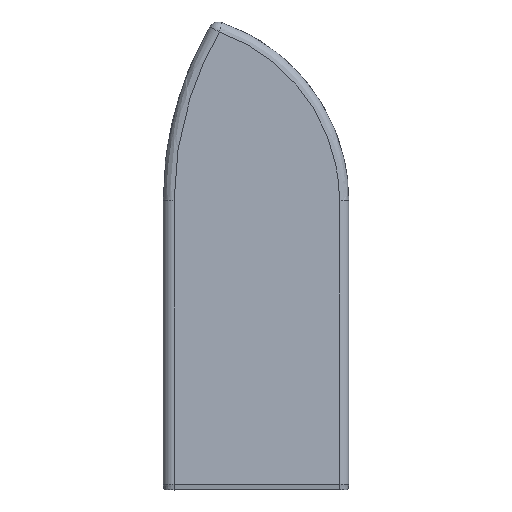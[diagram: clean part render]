
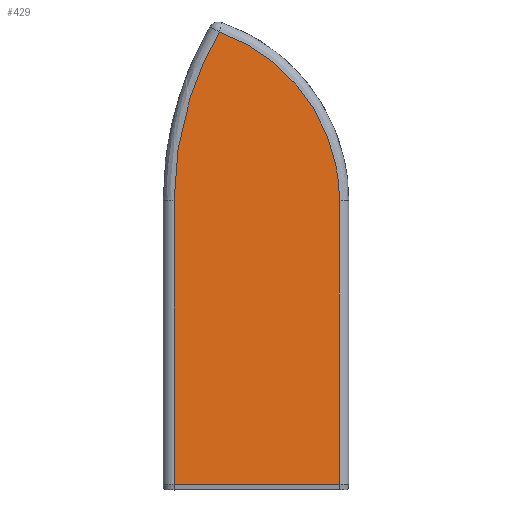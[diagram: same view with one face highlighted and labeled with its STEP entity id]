
A CAD part, top view. The second image highlights one B-rep face of the part: STEP entity #429.
In plain terms, the highlighted planar face has unit normal (0.079, 0, 0.997).
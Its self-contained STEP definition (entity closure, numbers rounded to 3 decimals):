
#32 = CYLINDRICAL_SURFACE('',#33,1.8);
#33 = AXIS2_PLACEMENT_3D('',#34,#35,#36);
#34 = CARTESIAN_POINT('',(-14.7,51.4,2.775));
#35 = DIRECTION('',(0.,-1.,0.));
#36 = DIRECTION('',(0.,-0.,-1.));
#57 = VERTEX_POINT('',#58);
#58 = CARTESIAN_POINT('',(-14.558,51.4,4.569));
#73 = ( BOUNDED_SURFACE() B_SPLINE_SURFACE(2,5,(
    (#74,#75,#76,#77,#78,#79)
    ,(#80,#81,#82,#83,#84,#85)
    ,(#86,#87,#88,#89,#90,#91
)),.UNSPECIFIED.,.F.,.F.,.F.) B_SPLINE_SURFACE_WITH_KNOTS((3,3),(6,6),(
    0.,1.),(3.142,3.663),.PIECEWISE_BEZIER_KNOTS.) 
GEOMETRIC_REPRESENTATION_ITEM() RATIONAL_B_SPLINE_SURFACE((
    (1.,1.,1.,1.,1.,1.)
    ,(0.679,0.679,0.679,0.68
      ,0.681,0.683)
,(1.,1.,1.,1.,1.,1.))) REPRESENTATION_ITEM('') SURFACE() );
#74 = CARTESIAN_POINT('',(-16.5,51.4,2.775));
#75 = CARTESIAN_POINT('',(-16.5,57.868,2.775));
#76 = CARTESIAN_POINT('',(-15.657,64.336,2.71)
  );
#77 = CARTESIAN_POINT('',(-13.971,70.658,2.581
    ));
#78 = CARTESIAN_POINT('',(-11.482,76.687,2.39
    ));
#79 = CARTESIAN_POINT('',(-8.261,82.296,2.142
    ));
#80 = CARTESIAN_POINT('',(-16.5,51.4,4.723));
#81 = CARTESIAN_POINT('',(-16.5,57.884,4.723));
#82 = CARTESIAN_POINT('',(-15.653,64.361,4.656
    ));
#83 = CARTESIAN_POINT('',(-13.963,70.69,4.522
    ));
#84 = CARTESIAN_POINT('',(-11.465,76.733,4.325
    ));
#85 = CARTESIAN_POINT('',(-8.223,82.362,4.068
    ));
#86 = CARTESIAN_POINT('',(-14.558,51.4,4.569));
#87 = CARTESIAN_POINT('',(-14.558,57.681,4.569
    ));
#88 = CARTESIAN_POINT('',(-13.74,63.961,4.505
    ));
#89 = CARTESIAN_POINT('',(-12.103,70.099,4.375)
  );
#90 = CARTESIAN_POINT('',(-9.685,75.953,4.184
    ));
#91 = CARTESIAN_POINT('',(-6.558,81.4,3.937));
#104 = EDGE_CURVE('',#57,#105,#107,.T.);
#105 = VERTEX_POINT('',#106);
#106 = CARTESIAN_POINT('',(-14.558,1.,4.569));
#107 = SURFACE_CURVE('',#108,(#112,#119),.PCURVE_S1.);
#108 = LINE('',#109,#110);
#109 = CARTESIAN_POINT('',(-14.558,51.4,4.569));
#110 = VECTOR('',#111,1.);
#111 = DIRECTION('',(0.,-1.,0.));
#112 = PCURVE('',#32,#113);
#113 = DEFINITIONAL_REPRESENTATION('',(#114),#118);
#114 = LINE('',#115,#116);
#115 = CARTESIAN_POINT('',(-3.221,0.));
#116 = VECTOR('',#117,1.);
#117 = DIRECTION('',(-0.,1.));
#118 = ( GEOMETRIC_REPRESENTATION_CONTEXT(2) 
PARAMETRIC_REPRESENTATION_CONTEXT() REPRESENTATION_CONTEXT('2D SPACE',''
  ) );
#119 = PCURVE('',#120,#125);
#120 = PLANE('',#121);
#121 = AXIS2_PLACEMENT_3D('',#122,#123,#124);
#122 = CARTESIAN_POINT('',(-16.558,0.,4.728));
#123 = DIRECTION('',(-0.079,0.,-0.997));
#124 = DIRECTION('',(0.997,0.,-0.079));
#125 = DEFINITIONAL_REPRESENTATION('',(#126),#130);
#126 = LINE('',#127,#128);
#127 = CARTESIAN_POINT('',(2.006,-51.4));
#128 = VECTOR('',#129,1.);
#129 = DIRECTION('',(0.,1.));
#130 = ( GEOMETRIC_REPRESENTATION_CONTEXT(2) 
PARAMETRIC_REPRESENTATION_CONTEXT() REPRESENTATION_CONTEXT('2D SPACE',''
  ) );
#288 = PLANE('',#289);
#289 = AXIS2_PLACEMENT_3D('',#290,#291,#292);
#290 = CARTESIAN_POINT('',(-14.565,0.5,4.482));
#291 = DIRECTION('',(-0.078,0.174,-0.982)
  );
#292 = DIRECTION('',(0.997,0.,
    -0.079));
#365 = EDGE_CURVE('',#57,#366,#368,.T.);
#366 = VERTEX_POINT('',#367);
#367 = CARTESIAN_POINT('',(-6.558,81.4,3.937));
#368 = SURFACE_CURVE('',#369,(#374,#381),.PCURVE_S1.);
#369 = ELLIPSE('',#370,60.438,60.25);
#370 = AXIS2_PLACEMENT_3D('',#371,#372,#373);
#371 = CARTESIAN_POINT('',(45.692,51.4,-0.195));
#372 = DIRECTION('',(-0.079,0.,-0.997));
#373 = DIRECTION('',(0.997,0.,-0.079));
#374 = PCURVE('',#73,#375);
#375 = DEFINITIONAL_REPRESENTATION('',(#376),#380);
#376 = LINE('',#377,#378);
#377 = CARTESIAN_POINT('',(1.,0.));
#378 = VECTOR('',#379,1.);
#379 = DIRECTION('',(0.,1.));
#380 = ( GEOMETRIC_REPRESENTATION_CONTEXT(2) 
PARAMETRIC_REPRESENTATION_CONTEXT() REPRESENTATION_CONTEXT('2D SPACE',''
  ) );
#381 = PCURVE('',#120,#382);
#382 = DEFINITIONAL_REPRESENTATION('',(#383),#387);
#383 = ELLIPSE('',#384,60.438,60.25);
#384 = AXIS2_PLACEMENT_2D('',#385,#386);
#385 = CARTESIAN_POINT('',(62.444,-51.4));
#386 = DIRECTION('',(1.,0.));
#387 = ( GEOMETRIC_REPRESENTATION_CONTEXT(2) 
PARAMETRIC_REPRESENTATION_CONTEXT() REPRESENTATION_CONTEXT('2D SPACE',''
  ) );
#429 = ADVANCED_FACE('',(#430),#120,.F.);
#430 = FACE_BOUND('',#431,.F.);
#431 = EDGE_LOOP('',(#432,#433,#434,#480,#508));
#432 = ORIENTED_EDGE('',*,*,#104,.F.);
#433 = ORIENTED_EDGE('',*,*,#365,.T.);
#434 = ORIENTED_EDGE('',*,*,#435,.T.);
#435 = EDGE_CURVE('',#366,#436,#438,.T.);
#436 = VERTEX_POINT('',#437);
#437 = CARTESIAN_POINT('',(14.842,51.4,2.244));
#438 = SURFACE_CURVE('',#439,(#444,#451),.PCURVE_S1.);
#439 = ELLIPSE('',#440,31.827,31.728);
#440 = AXIS2_PLACEMENT_3D('',#441,#442,#443);
#441 = CARTESIAN_POINT('',(-16.886,51.4,4.754));
#442 = DIRECTION('',(-0.079,0.,-0.997));
#443 = DIRECTION('',(0.997,0.,-0.079));
#444 = PCURVE('',#120,#445);
#445 = DEFINITIONAL_REPRESENTATION('',(#446),#450);
#446 = ELLIPSE('',#447,31.827,31.728);
#447 = AXIS2_PLACEMENT_2D('',#448,#449);
#448 = CARTESIAN_POINT('',(-0.329,-51.4));
#449 = DIRECTION('',(1.,0.));
#450 = ( GEOMETRIC_REPRESENTATION_CONTEXT(2) 
PARAMETRIC_REPRESENTATION_CONTEXT() REPRESENTATION_CONTEXT('2D SPACE',''
  ) );
#451 = PCURVE('',#452,#474);
#452 = ( BOUNDED_SURFACE() B_SPLINE_SURFACE(2,6,(
    (#453,#454,#455,#456,#457,#458,#459)
    ,(#460,#461,#462,#463,#464,#465,#466)
    ,(#467,#468,#469,#470,#471,#472,#473
)),.UNSPECIFIED.,.F.,.F.,.F.) B_SPLINE_SURFACE_WITH_KNOTS((3,3),(7,7),(
    0.,1.),(5.044,6.283),.PIECEWISE_BEZIER_KNOTS.) 
GEOMETRIC_REPRESENTATION_ITEM() RATIONAL_B_SPLINE_SURFACE((
    (1.,1.,1.,1.,1.,1.,1.)
    ,(0.716,0.721,0.726,0.73
      ,0.733,0.734,0.734)
,(1.,1.,1.,1.,1.,1.,1.))) REPRESENTATION_ITEM('') SURFACE() );
#453 = CARTESIAN_POINT('',(-6.558,81.4,3.937));
#454 = CARTESIAN_POINT('',(-0.362,79.267,
    3.447));
#455 = CARTESIAN_POINT('',(5.305,75.598,2.999)
  );
#456 = CARTESIAN_POINT('',(9.969,70.557,2.63)
  );
#457 = CARTESIAN_POINT('',(13.218,64.506,
    2.373));
#458 = CARTESIAN_POINT('',(14.842,57.953,
    2.244));
#459 = CARTESIAN_POINT('',(14.842,51.4,2.244));
#460 = CARTESIAN_POINT('',(-5.99,83.059,
    3.892));
#461 = CARTESIAN_POINT('',(0.489,80.8,3.379
    ));
#462 = CARTESIAN_POINT('',(6.437,76.941,2.909
    ));
#463 = CARTESIAN_POINT('',(11.361,71.626,
    2.52));
#464 = CARTESIAN_POINT('',(14.794,65.221,
    2.248));
#465 = CARTESIAN_POINT('',(16.5,58.298,2.113));
#466 = CARTESIAN_POINT('',(16.5,51.4,2.113));
#467 = CARTESIAN_POINT('',(-6.114,83.102,
    2.142));
#468 = CARTESIAN_POINT('',(0.434,80.848,1.652
    ));
#469 = CARTESIAN_POINT('',(6.423,76.971,1.204
    ));
#470 = CARTESIAN_POINT('',(11.351,71.644,0.835)
  );
#471 = CARTESIAN_POINT('',(14.784,65.25,
    0.578));
#472 = CARTESIAN_POINT('',(16.5,58.325,0.45));
#473 = CARTESIAN_POINT('',(16.5,51.4,0.45));
#474 = DEFINITIONAL_REPRESENTATION('',(#475),#479);
#475 = LINE('',#476,#477);
#476 = CARTESIAN_POINT('',(0.,0.));
#477 = VECTOR('',#478,1.);
#478 = DIRECTION('',(0.,1.));
#479 = ( GEOMETRIC_REPRESENTATION_CONTEXT(2) 
PARAMETRIC_REPRESENTATION_CONTEXT() REPRESENTATION_CONTEXT('2D SPACE',''
  ) );
#480 = ORIENTED_EDGE('',*,*,#481,.T.);
#481 = EDGE_CURVE('',#436,#482,#484,.T.);
#482 = VERTEX_POINT('',#483);
#483 = CARTESIAN_POINT('',(14.842,1.,2.244));
#484 = SURFACE_CURVE('',#485,(#489,#496),.PCURVE_S1.);
#485 = LINE('',#486,#487);
#486 = CARTESIAN_POINT('',(14.842,0.,2.244));
#487 = VECTOR('',#488,1.);
#488 = DIRECTION('',(0.,-1.,0.));
#489 = PCURVE('',#120,#490);
#490 = DEFINITIONAL_REPRESENTATION('',(#491),#495);
#491 = LINE('',#492,#493);
#492 = CARTESIAN_POINT('',(31.498,0.));
#493 = VECTOR('',#494,1.);
#494 = DIRECTION('',(0.,1.));
#495 = ( GEOMETRIC_REPRESENTATION_CONTEXT(2) 
PARAMETRIC_REPRESENTATION_CONTEXT() REPRESENTATION_CONTEXT('2D SPACE',''
  ) );
#496 = PCURVE('',#497,#502);
#497 = CYLINDRICAL_SURFACE('',#498,1.8);
#498 = AXIS2_PLACEMENT_3D('',#499,#500,#501);
#499 = CARTESIAN_POINT('',(14.7,0.,0.45));
#500 = DIRECTION('',(0.,-1.,0.));
#501 = DIRECTION('',(-0.997,0.,
    0.079));
#502 = DEFINITIONAL_REPRESENTATION('',(#503),#507);
#503 = LINE('',#504,#505);
#504 = CARTESIAN_POINT('',(-1.571,0.));
#505 = VECTOR('',#506,1.);
#506 = DIRECTION('',(-0.,1.));
#507 = ( GEOMETRIC_REPRESENTATION_CONTEXT(2) 
PARAMETRIC_REPRESENTATION_CONTEXT() REPRESENTATION_CONTEXT('2D SPACE',''
  ) );
#508 = ORIENTED_EDGE('',*,*,#509,.F.);
#509 = EDGE_CURVE('',#105,#482,#510,.T.);
#510 = SURFACE_CURVE('',#511,(#515,#522),.PCURVE_S1.);
#511 = LINE('',#512,#513);
#512 = CARTESIAN_POINT('',(-14.558,1.,4.569));
#513 = VECTOR('',#514,1.);
#514 = DIRECTION('',(0.997,0.,-0.079));
#515 = PCURVE('',#120,#516);
#516 = DEFINITIONAL_REPRESENTATION('',(#517),#521);
#517 = LINE('',#518,#519);
#518 = CARTESIAN_POINT('',(2.006,-1.));
#519 = VECTOR('',#520,1.);
#520 = DIRECTION('',(1.,0.));
#521 = ( GEOMETRIC_REPRESENTATION_CONTEXT(2) 
PARAMETRIC_REPRESENTATION_CONTEXT() REPRESENTATION_CONTEXT('2D SPACE',''
  ) );
#522 = PCURVE('',#288,#523);
#523 = DEFINITIONAL_REPRESENTATION('',(#524),#528);
#524 = LINE('',#525,#526);
#525 = CARTESIAN_POINT('',(0.,-0.508));
#526 = VECTOR('',#527,1.);
#527 = DIRECTION('',(1.,0.));
#528 = ( GEOMETRIC_REPRESENTATION_CONTEXT(2) 
PARAMETRIC_REPRESENTATION_CONTEXT() REPRESENTATION_CONTEXT('2D SPACE',''
  ) );
